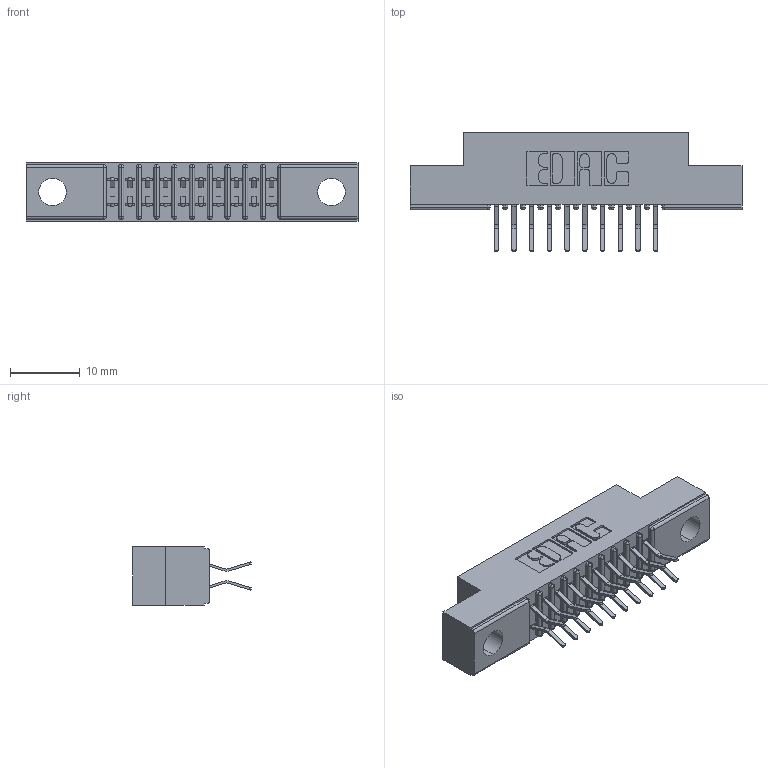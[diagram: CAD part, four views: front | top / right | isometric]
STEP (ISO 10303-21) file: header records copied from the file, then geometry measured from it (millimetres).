
FILE_DESCRIPTION (( 'STEP AP203' ), '1' );
FILE_NAME ('391-020-556-204.STEP', '2018-08-08T18:59:52', ( '' ), ( '' ), 'SwSTEP 2.0', 'SolidWorks 2016', '' );
FILE_SCHEMA (( 'CONFIG_CONTROL_DESIGN' ));
Length unit declared in the file: inch
Products named in the file (3): 341 Part_.156 (3.96) Dia Mounting Holes; 341-292-001_341-292-156; 391-020-556-204
Assembly tree (21 placements, depth 2):
  391-020-556-204
    341 Part_.156 (3.96) Dia Mounting Holes
    341-292-001_341-292-156  x20
Bounding box: 47.62 x 17.07 x 8.38 mm (x, y, z)
Volume: 2644.5 mm3; surface area: 4734 mm2
Topology: 21 solids, 21 shells, 1530 faces, 4422 edges, 2870 vertices
Faces by surface type: plane 882, cylinder 608, sphere 22, torus 18
Entity records: 16923 total; most frequent: CARTESIAN_POINT 2820, ORIENTED_EDGE 2796, DIRECTION 2756, EDGE_CURVE 1398, LINE 1096, VECTOR 1096, VERTEX_POINT 894, AXIS2_PLACEMENT_3D 830
